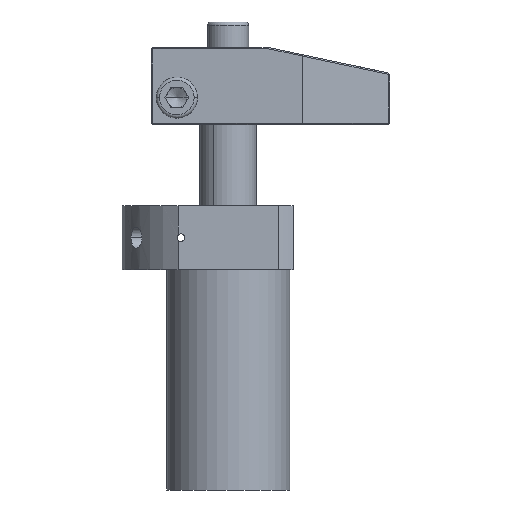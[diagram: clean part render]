
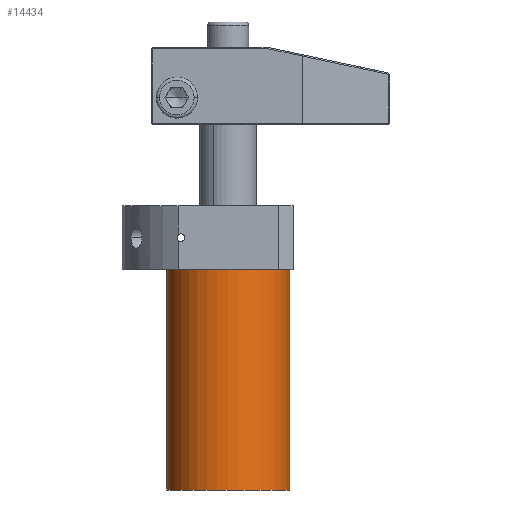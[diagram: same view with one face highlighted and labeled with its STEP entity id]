
A CAD part, front view. The second image highlights one B-rep face of the part: STEP entity #14434.
In plain terms, the highlighted cylindrical face has radius 24 mm (diameter 48 mm), a partial arc.
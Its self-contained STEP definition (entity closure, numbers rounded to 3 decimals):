
#810 = EDGE_LOOP ( 'NONE', ( #15352, #18294, #18315, #10518 ) ) ;
#2939 = EDGE_CURVE ( 'NONE', #10063, #10524, #15436, .T. ) ;
#2949 = EDGE_CURVE ( 'NONE', #10155, #10092, #15450, .T. ) ;
#4623 = AXIS2_PLACEMENT_3D ( 'NONE', #7671, #7670, #7667 ) ;
#7667 = DIRECTION ( 'NONE',  ( 1., 0., 0. ) ) ;
#7670 = DIRECTION ( 'NONE',  ( 0., 0., 1. ) ) ;
#7671 = CARTESIAN_POINT ( 'NONE',  ( 0., 0., 0. ) ) ;
#8409 = FACE_OUTER_BOUND ( 'NONE', #810, .T. ) ;
#8414 = CYLINDRICAL_SURFACE ( 'NONE', #4623, 24. ) ;
#8635 = CIRCLE ( 'NONE', #20262, 24. ) ;
#8637 = CIRCLE ( 'NONE', #20263, 24. ) ;
#10063 = VERTEX_POINT ( 'NONE', #12410 ) ;
#10092 = VERTEX_POINT ( 'NONE', #12437 ) ;
#10155 = VERTEX_POINT ( 'NONE', #12499 ) ;
#10518 = ORIENTED_EDGE ( 'NONE', *, *, #20141, .T. ) ;
#10524 = VERTEX_POINT ( 'NONE', #12584 ) ;
#12410 = CARTESIAN_POINT ( 'NONE',  ( -24., 0., 0. ) ) ;
#12437 = CARTESIAN_POINT ( 'NONE',  ( 24., 0., 85.9 ) ) ;
#12499 = CARTESIAN_POINT ( 'NONE',  ( 24., 0., 0. ) ) ;
#12584 = CARTESIAN_POINT ( 'NONE',  ( -24., 0., 85.9 ) ) ;
#14434 = ADVANCED_FACE ( 'NONE', ( #8409 ), #8414, .T. ) ;
#15352 = ORIENTED_EDGE ( 'NONE', *, *, #2939, .F. ) ;
#15436 = LINE ( 'NONE', #18508, #15441 ) ;
#15441 = VECTOR ( 'NONE', #18512, 1000. ) ;
#15450 = LINE ( 'NONE', #18776, #15454 ) ;
#15454 = VECTOR ( 'NONE', #18771, 1000. ) ;
#17444 = CARTESIAN_POINT ( 'NONE',  ( 0., 0., 85.9 ) ) ;
#17445 = DIRECTION ( 'NONE',  ( 0., 0., -1. ) ) ;
#17446 = DIRECTION ( 'NONE',  ( 1., 0., 0. ) ) ;
#17448 = CARTESIAN_POINT ( 'NONE',  ( 0., 0., 0. ) ) ;
#17449 = DIRECTION ( 'NONE',  ( 0., 0., 1. ) ) ;
#17450 = DIRECTION ( 'NONE',  ( 1., 0., 0. ) ) ;
#18294 = ORIENTED_EDGE ( 'NONE', *, *, #20142, .T. ) ;
#18315 = ORIENTED_EDGE ( 'NONE', *, *, #2949, .T. ) ;
#18508 = CARTESIAN_POINT ( 'NONE',  ( -24., 0., 0. ) ) ;
#18512 = DIRECTION ( 'NONE',  ( 0., 0., 1. ) ) ;
#18771 = DIRECTION ( 'NONE',  ( 0., 0., 1. ) ) ;
#18776 = CARTESIAN_POINT ( 'NONE',  ( 24., 0., 0. ) ) ;
#20141 = EDGE_CURVE ( 'NONE', #10092, #10524, #8635, .T. ) ;
#20142 = EDGE_CURVE ( 'NONE', #10063, #10155, #8637, .T. ) ;
#20262 = AXIS2_PLACEMENT_3D ( 'NONE', #17444, #17445, #17446 ) ;
#20263 = AXIS2_PLACEMENT_3D ( 'NONE', #17448, #17449, #17450 ) ;
